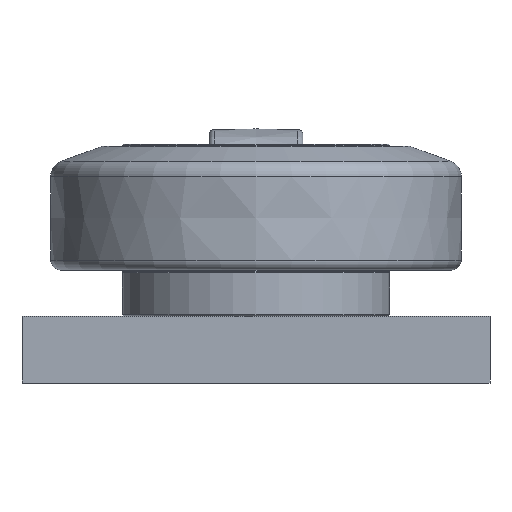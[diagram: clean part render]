
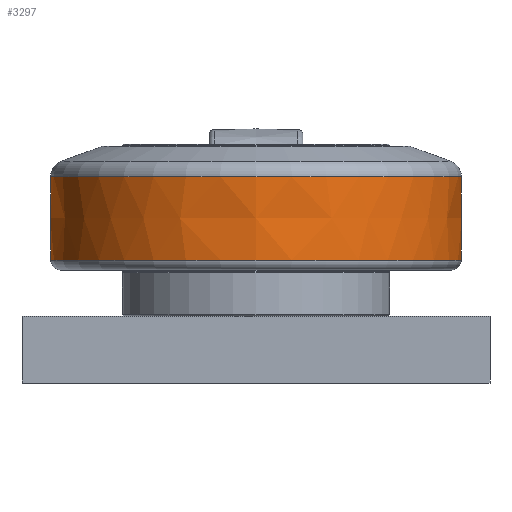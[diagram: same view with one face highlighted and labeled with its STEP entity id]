
A CAD part, front view. The second image highlights one B-rep face of the part: STEP entity #3297.
In plain terms, the highlighted free-form (B-spline) face has degree [2, 2] with [3, 9] control points.
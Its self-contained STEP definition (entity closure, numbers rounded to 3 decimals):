
#98=(
BOUNDED_SURFACE()
B_SPLINE_SURFACE(2,2,((#4827,#4828,#4829,#4830,#4831,#4832,#4833,#4834,
#4835),(#4836,#4837,#4838,#4839,#4840,#4841,#4842,#4843,#4844),(#4845,#4846,
#4847,#4848,#4849,#4850,#4851,#4852,#4853)),.UNSPECIFIED.,.F.,.T.,.F.)
B_SPLINE_SURFACE_WITH_KNOTS((3,3),(3,2,2,2,3),(-0.016,0.009),
(-3.142,-1.571,0.,1.571,3.142),
 .UNSPECIFIED.)
GEOMETRIC_REPRESENTATION_ITEM()
RATIONAL_B_SPLINE_SURFACE(((1.,0.707,1.,0.707,1.,
0.707,1.,0.707,1.),(1.,0.707,
1.,0.707,1.,0.707,
1.,0.707,1.),(1.,0.707,
1.,0.707,1.,0.707,1.,0.707,1.)))
REPRESENTATION_ITEM('')
SURFACE()
);
#761=FACE_OUTER_BOUND('',#932,.T.);
#932=EDGE_LOOP('',(#2180,#2181,#2182,#2183,#2184,#2185));
#1157=CIRCLE('',#3503,61.456);
#1158=CIRCLE('',#3504,61.456);
#1160=CIRCLE('',#3506,1000.);
#1161=CIRCLE('',#3507,61.379);
#1162=CIRCLE('',#3508,61.379);
#1343=VERTEX_POINT('',#4821);
#1344=VERTEX_POINT('',#4823);
#1345=VERTEX_POINT('',#4854);
#1346=VERTEX_POINT('',#4856);
#1683=EDGE_CURVE('',#1343,#1344,#1157,.T.);
#1684=EDGE_CURVE('',#1344,#1343,#1158,.T.);
#1686=EDGE_CURVE('',#1343,#1345,#1160,.T.);
#1687=EDGE_CURVE('',#1346,#1345,#1161,.T.);
#1688=EDGE_CURVE('',#1345,#1346,#1162,.T.);
#2180=ORIENTED_EDGE('',*,*,#1684,.F.);
#2181=ORIENTED_EDGE('',*,*,#1683,.F.);
#2182=ORIENTED_EDGE('',*,*,#1686,.T.);
#2183=ORIENTED_EDGE('',*,*,#1687,.F.);
#2184=ORIENTED_EDGE('',*,*,#1688,.F.);
#2185=ORIENTED_EDGE('',*,*,#1686,.F.);
#3297=ADVANCED_FACE('',(#761),#98,.F.);
#3503=AXIS2_PLACEMENT_3D('',#4824,#3883,#3884);
#3504=AXIS2_PLACEMENT_3D('',#4825,#3885,#3886);
#3506=AXIS2_PLACEMENT_3D('',#4855,#3889,#3890);
#3507=AXIS2_PLACEMENT_3D('',#4857,#3891,#3892);
#3508=AXIS2_PLACEMENT_3D('',#4858,#3893,#3894);
#3883=DIRECTION('center_axis',(0.,0.,
1.));
#3884=DIRECTION('ref_axis',(-1.,0.,0.));
#3885=DIRECTION('center_axis',(0.,0.,
1.));
#3886=DIRECTION('ref_axis',(-1.,0.,0.));
#3889=DIRECTION('center_axis',(-1.,0.,0.));
#3890=DIRECTION('ref_axis',(0.,1.,0.));
#3891=DIRECTION('center_axis',(0.,0.,
-1.));
#3892=DIRECTION('ref_axis',(-1.,0.,0.));
#3893=DIRECTION('center_axis',(0.,0.,
-1.));
#3894=DIRECTION('ref_axis',(-1.,0.,0.));
#4821=CARTESIAN_POINT('',(-4.114,24.99,26.721));
#4823=CARTESIAN_POINT('',(57.341,-36.466,26.721));
#4824=CARTESIAN_POINT('Origin',(-4.114,-36.466,26.721));
#4825=CARTESIAN_POINT('Origin',(-4.114,-36.466,26.721));
#4827=CARTESIAN_POINT('Ctrl Pts',(-4.114,24.914,1.753));
#4828=CARTESIAN_POINT('Ctrl Pts',(-65.494,24.914,1.753));
#4829=CARTESIAN_POINT('Ctrl Pts',(-65.494,-36.466,1.753));
#4830=CARTESIAN_POINT('Ctrl Pts',(-65.494,-97.845,1.753));
#4831=CARTESIAN_POINT('Ctrl Pts',(-4.114,-97.845,1.753));
#4832=CARTESIAN_POINT('Ctrl Pts',(57.265,-97.845,1.753));
#4833=CARTESIAN_POINT('Ctrl Pts',(57.265,-36.466,1.753));
#4834=CARTESIAN_POINT('Ctrl Pts',(57.265,24.914,1.753));
#4835=CARTESIAN_POINT('Ctrl Pts',(-4.114,24.914,1.753));
#4836=CARTESIAN_POINT('Ctrl Pts',(-4.114,25.108,14.237));
#4837=CARTESIAN_POINT('Ctrl Pts',(-65.688,25.108,14.237));
#4838=CARTESIAN_POINT('Ctrl Pts',(-65.688,-36.466,14.237));
#4839=CARTESIAN_POINT('Ctrl Pts',(-65.688,-98.039,14.237));
#4840=CARTESIAN_POINT('Ctrl Pts',(-4.114,-98.039,14.237));
#4841=CARTESIAN_POINT('Ctrl Pts',(57.459,-98.039,14.237));
#4842=CARTESIAN_POINT('Ctrl Pts',(57.459,-36.466,14.237));
#4843=CARTESIAN_POINT('Ctrl Pts',(57.459,25.108,14.237));
#4844=CARTESIAN_POINT('Ctrl Pts',(-4.114,25.108,14.237));
#4845=CARTESIAN_POINT('Ctrl Pts',(-4.114,24.99,26.721));
#4846=CARTESIAN_POINT('Ctrl Pts',(-65.57,24.99,26.721));
#4847=CARTESIAN_POINT('Ctrl Pts',(-65.57,-36.466,26.721));
#4848=CARTESIAN_POINT('Ctrl Pts',(-65.57,-97.921,26.721));
#4849=CARTESIAN_POINT('Ctrl Pts',(-4.114,-97.921,26.721));
#4850=CARTESIAN_POINT('Ctrl Pts',(57.341,-97.921,26.721));
#4851=CARTESIAN_POINT('Ctrl Pts',(57.341,-36.466,26.721));
#4852=CARTESIAN_POINT('Ctrl Pts',(57.341,24.99,26.721));
#4853=CARTESIAN_POINT('Ctrl Pts',(-4.114,24.99,26.721));
#4854=CARTESIAN_POINT('',(-4.114,24.914,1.753));
#4855=CARTESIAN_POINT('Origin',(-4.114,-974.966,17.3));
#4856=CARTESIAN_POINT('',(57.265,-36.466,1.753));
#4857=CARTESIAN_POINT('Origin',(-4.114,-36.466,1.753));
#4858=CARTESIAN_POINT('Origin',(-4.114,-36.466,1.753));
